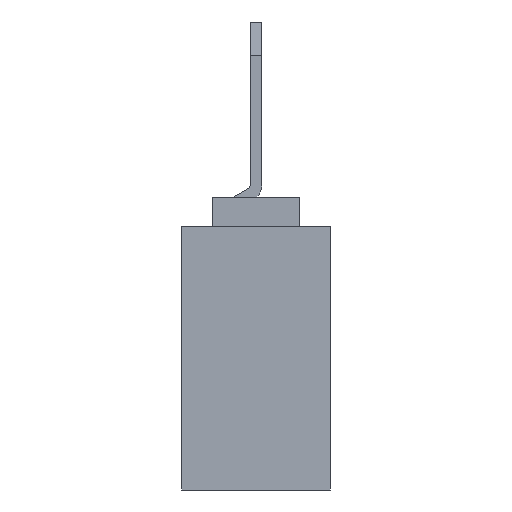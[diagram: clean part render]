
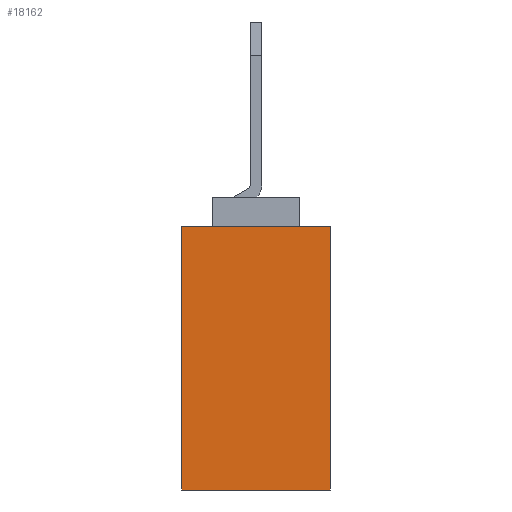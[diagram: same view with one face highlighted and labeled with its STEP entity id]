
A CAD part, left-side view. The second image highlights one B-rep face of the part: STEP entity #18162.
In plain terms, the highlighted planar face has unit normal (-1, 0, 0).
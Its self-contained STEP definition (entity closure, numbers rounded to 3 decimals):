
#3430 = ORIENTED_EDGE ( 'NONE', *, *, #23845, .F. ) ;
#7335 = VECTOR ( 'NONE', #27320, 1000. ) ;
#7495 = DIRECTION ( 'NONE',  ( 1., 0., 0. ) ) ;
#7589 = LINE ( 'NONE', #22121, #37458 ) ;
#12389 = CARTESIAN_POINT ( 'NONE',  ( -12.95, 0., 0. ) ) ;
#16507 = ORIENTED_EDGE ( 'NONE', *, *, #25914, .F. ) ;
#16870 = CARTESIAN_POINT ( 'NONE',  ( -12.95, 2.54, 0. ) ) ;
#18162 = ADVANCED_FACE ( 'NONE', ( #35594 ), #42508, .F. ) ;
#18460 = CARTESIAN_POINT ( 'NONE',  ( -12.95, 21.258, 229. ) ) ;
#22121 = CARTESIAN_POINT ( 'NONE',  ( -12.95, 0., 229. ) ) ;
#23845 = EDGE_CURVE ( 'NONE', #46254, #31078, #29720, .T. ) ;
#23893 = VERTEX_POINT ( 'NONE', #26620 ) ;
#25914 = EDGE_CURVE ( 'NONE', #31078, #23893, #33879, .T. ) ;
#26620 = CARTESIAN_POINT ( 'NONE',  ( -12.95, 0., 4.5 ) ) ;
#27206 = CARTESIAN_POINT ( 'NONE',  ( -12.95, -7.46, 4.5 ) ) ;
#27320 = DIRECTION ( 'NONE',  ( 0., 0., 1. ) ) ;
#29238 = CARTESIAN_POINT ( 'NONE',  ( -12.95, 2.54, 4.5 ) ) ;
#29720 = LINE ( 'NONE', #45430, #7335 ) ;
#30392 = ORIENTED_EDGE ( 'NONE', *, *, #35899, .T. ) ;
#30771 = LINE ( 'NONE', #42435, #44369 ) ;
#31078 = VERTEX_POINT ( 'NONE', #29238 ) ;
#33347 = VECTOR ( 'NONE', #44606, 1000. ) ;
#33879 = LINE ( 'NONE', #27206, #33347 ) ;
#35594 = FACE_OUTER_BOUND ( 'NONE', #40477, .T. ) ;
#35899 = EDGE_CURVE ( 'NONE', #47099, #23893, #7589, .T. ) ;
#36337 = EDGE_CURVE ( 'NONE', #46254, #47099, #30771, .T. ) ;
#36646 = DIRECTION ( 'NONE',  ( 0., 0., 1. ) ) ;
#37458 = VECTOR ( 'NONE', #36646, 1000. ) ;
#39797 = AXIS2_PLACEMENT_3D ( 'NONE', #18460, #7495, #43929 ) ;
#40477 = EDGE_LOOP ( 'NONE', ( #30392, #16507, #3430, #45886 ) ) ;
#42435 = CARTESIAN_POINT ( 'NONE',  ( -12.95, 21.258, 0. ) ) ;
#42508 = PLANE ( 'NONE',  #39797 ) ;
#43929 = DIRECTION ( 'NONE',  ( 0., 1., 0. ) ) ;
#44369 = VECTOR ( 'NONE', #45798, 1000. ) ;
#44606 = DIRECTION ( 'NONE',  ( 0., -1., 0. ) ) ;
#45430 = CARTESIAN_POINT ( 'NONE',  ( -12.95, 2.54, 5. ) ) ;
#45798 = DIRECTION ( 'NONE',  ( 0., -1., 0. ) ) ;
#45886 = ORIENTED_EDGE ( 'NONE', *, *, #36337, .T. ) ;
#46254 = VERTEX_POINT ( 'NONE', #16870 ) ;
#47099 = VERTEX_POINT ( 'NONE', #12389 ) ;
